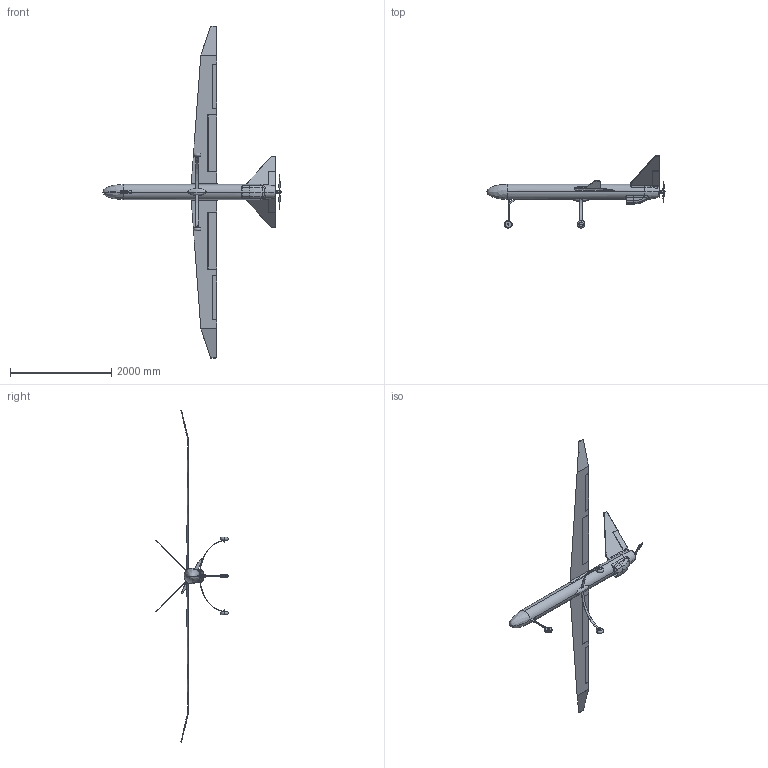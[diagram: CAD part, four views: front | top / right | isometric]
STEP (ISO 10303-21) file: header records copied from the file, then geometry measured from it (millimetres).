
FILE_DESCRIPTION (( 'STEP AP203' ), '1' );
FILE_NAME ('UAVorg.STEP', '2017-08-22T01:23:26', ( '' ), ( '' ), 'SwSTEP 2.0', 'SolidWorks 2016', '' );
FILE_SCHEMA (( 'CONFIG_CONTROL_DESIGN' ));
Length unit declared in the file: metre
Products named in the file (1): UAVorg
Bounding box: 3517.84 x 1429.18 x 6560 mm (x, y, z)
Volume: 289884040.8 mm3; surface area: 12211915.4 mm2
Topology: 9 solids, 10 shells, 313 faces, 767 edges, 468 vertices
Faces by surface type: plane 91, cylinder 80, bspline 60, torus 58, sphere 20, cone 4
Entity records: 17141 total; most frequent: CARTESIAN_POINT 10282, ORIENTED_EDGE 1476, DIRECTION 1330, EDGE_CURVE 738, AXIS2_PLACEMENT_3D 558, VERTEX_POINT 462, EDGE_LOOP 334, ADVANCED_FACE 313
